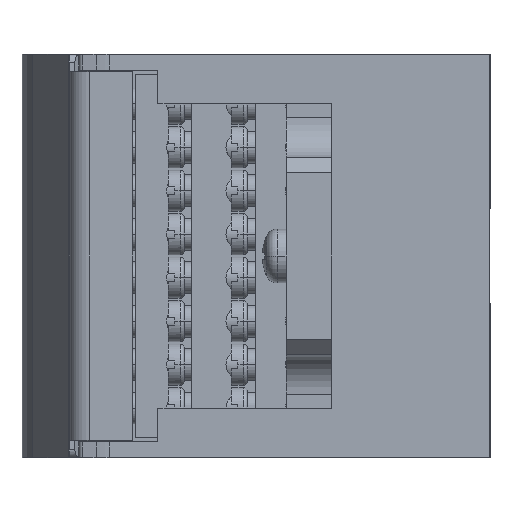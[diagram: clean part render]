
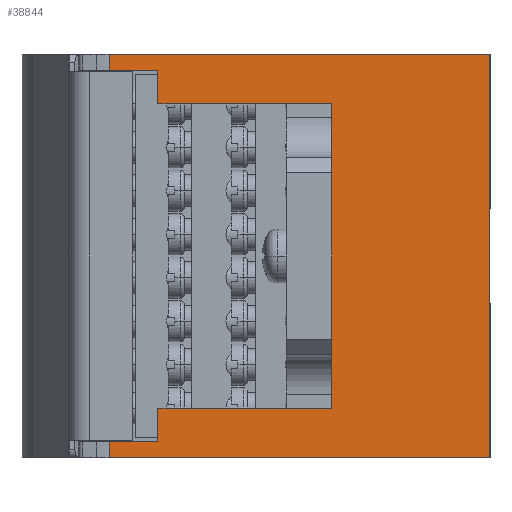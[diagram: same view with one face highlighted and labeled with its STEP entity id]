
A CAD part, left-side view. The second image highlights one B-rep face of the part: STEP entity #38844.
In plain terms, the highlighted planar face has unit normal (-1, 0, 0).
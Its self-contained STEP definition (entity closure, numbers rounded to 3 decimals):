
#1362=DIRECTION('',(0.,0.,-1.));
#1363=VECTOR('',#1362,6.75);
#1364=CARTESIAN_POINT('',(-21.,20.,-12.5));
#1365=LINE('',#1364,#1363);
#1378=DIRECTION('',(0.,0.,-1.));
#1379=VECTOR('',#1378,6.75);
#1380=CARTESIAN_POINT('',(-21.,20.,19.25));
#1381=LINE('',#1380,#1379);
#10102=DIRECTION('',(0.,0.,1.));
#10103=VECTOR('',#10102,25.);
#10104=CARTESIAN_POINT('',(-21.,20.,-12.5));
#10105=LINE('',#10104,#10103);
#10106=DIRECTION('',(0.,1.,0.));
#10107=VECTOR('',#10106,6.172);
#10108=CARTESIAN_POINT('',(-21.,42.,23.5));
#10109=LINE('',#10108,#10107);
#10110=DIRECTION('',(0.,0.,1.));
#10111=VECTOR('',#10110,2.);
#10112=CARTESIAN_POINT('',(-21.,48.172,23.5));
#10113=LINE('',#10112,#10111);
#10114=DIRECTION('',(0.,-1.,0.));
#10115=VECTOR('',#10114,48.172);
#10116=CARTESIAN_POINT('',(-21.,48.172,25.5));
#10117=LINE('',#10116,#10115);
#10118=DIRECTION('',(0.,1.,0.));
#10119=VECTOR('',#10118,48.172);
#10120=CARTESIAN_POINT('',(-21.,0.,-25.5));
#10121=LINE('',#10120,#10119);
#10122=DIRECTION('',(0.,-1.,0.));
#10123=VECTOR('',#10122,6.172);
#10124=CARTESIAN_POINT('',(-21.,48.172,-23.5));
#10125=LINE('',#10124,#10123);
#10130=DIRECTION('',(0.,-1.,0.));
#10131=VECTOR('',#10130,22.);
#10132=CARTESIAN_POINT('',(-21.,42.,19.25));
#10133=LINE('',#10132,#10131);
#10142=DIRECTION('',(0.,0.,-1.));
#10143=VECTOR('',#10142,4.25);
#10144=CARTESIAN_POINT('',(-21.,42.,23.5));
#10145=LINE('',#10144,#10143);
#11946=DIRECTION('',(0.,0.,-1.));
#11947=VECTOR('',#11946,2.);
#11948=CARTESIAN_POINT('',(-21.,48.172,-23.5));
#11949=LINE('',#11948,#11947);
#12264=DIRECTION('',(0.,0.,1.));
#12265=VECTOR('',#12264,51.);
#12266=CARTESIAN_POINT('',(-21.,0.,-25.5));
#12267=LINE('',#12266,#12265);
#13256=DIRECTION('',(0.,0.,-1.));
#13257=VECTOR('',#13256,4.25);
#13258=CARTESIAN_POINT('',(-21.,42.,-19.25));
#13259=LINE('',#13258,#13257);
#13280=DIRECTION('',(0.,1.,0.));
#13281=VECTOR('',#13280,22.);
#13282=CARTESIAN_POINT('',(-21.,20.,-19.25));
#13283=LINE('',#13282,#13281);
#18790=CARTESIAN_POINT('',(-21.,48.172,-25.5));
#18791=VERTEX_POINT('',#18790);
#18792=CARTESIAN_POINT('',(-21.,0.,-25.5));
#18793=VERTEX_POINT('',#18792);
#18860=CARTESIAN_POINT('',(-21.,48.172,23.5));
#18861=VERTEX_POINT('',#18860);
#18863=CARTESIAN_POINT('',(-21.,42.,23.5));
#18865=VERTEX_POINT('',#18863);
#18938=CARTESIAN_POINT('',(-21.,0.,25.5));
#18939=VERTEX_POINT('',#18938);
#18940=CARTESIAN_POINT('',(-21.,48.172,25.5));
#18941=VERTEX_POINT('',#18940);
#18968=CARTESIAN_POINT('',(-21.,48.172,-23.5));
#18970=VERTEX_POINT('',#18968);
#18984=CARTESIAN_POINT('',(-21.,42.,-23.5));
#18985=VERTEX_POINT('',#18984);
#18986=CARTESIAN_POINT('',(-21.,42.,-19.25));
#18987=VERTEX_POINT('',#18986);
#18988=CARTESIAN_POINT('',(-21.,20.,-19.25));
#18989=VERTEX_POINT('',#18988);
#18990=CARTESIAN_POINT('',(-21.,42.,19.25));
#18991=CARTESIAN_POINT('',(-21.,20.,19.25));
#18992=VERTEX_POINT('',#18990);
#18993=VERTEX_POINT('',#18991);
#22782=CARTESIAN_POINT('',(-21.,20.,-12.5));
#22783=CARTESIAN_POINT('',(-21.,20.,12.5));
#22784=VERTEX_POINT('',#22782);
#22785=VERTEX_POINT('',#22783);
#38812=CARTESIAN_POINT('',(-21.,24.086,0.));
#38813=DIRECTION('',(1.,0.,0.));
#38814=DIRECTION('',(0.,-1.,0.));
#38815=AXIS2_PLACEMENT_3D('',#38812,#38813,#38814);
#38816=PLANE('',#38815);
#38817=ORIENTED_EDGE('',*,*,#38745,.T.);
#38818=ORIENTED_EDGE('',*,*,#25334,.F.);
#38820=ORIENTED_EDGE('',*,*,#38819,.F.);
#38822=ORIENTED_EDGE('',*,*,#38821,.F.);
#38824=ORIENTED_EDGE('',*,*,#38823,.T.);
#38826=ORIENTED_EDGE('',*,*,#38825,.T.);
#38828=ORIENTED_EDGE('',*,*,#38827,.T.);
#38830=ORIENTED_EDGE('',*,*,#38829,.F.);
#38832=ORIENTED_EDGE('',*,*,#38831,.T.);
#38834=ORIENTED_EDGE('',*,*,#38833,.F.);
#38836=ORIENTED_EDGE('',*,*,#38835,.T.);
#38838=ORIENTED_EDGE('',*,*,#38837,.F.);
#38840=ORIENTED_EDGE('',*,*,#38839,.F.);
#38841=ORIENTED_EDGE('',*,*,#25318,.F.);
#38842=EDGE_LOOP('',(#38817,#38818,#38820,#38822,#38824,#38826,#38828,#38830,
#38832,#38834,#38836,#38838,#38840,#38841));
#38843=FACE_OUTER_BOUND('',#38842,.F.);
#25318=EDGE_CURVE('',#22784,#18989,#1365,.T.);
#25334=EDGE_CURVE('',#18993,#22785,#1381,.T.);
#38745=EDGE_CURVE('',#22784,#22785,#10105,.T.);
#38819=EDGE_CURVE('',#18992,#18993,#10133,.T.);
#38821=EDGE_CURVE('',#18865,#18992,#10145,.T.);
#38823=EDGE_CURVE('',#18865,#18861,#10109,.T.);
#38825=EDGE_CURVE('',#18861,#18941,#10113,.T.);
#38827=EDGE_CURVE('',#18941,#18939,#10117,.T.);
#38829=EDGE_CURVE('',#18793,#18939,#12267,.T.);
#38831=EDGE_CURVE('',#18793,#18791,#10121,.T.);
#38833=EDGE_CURVE('',#18970,#18791,#11949,.T.);
#38835=EDGE_CURVE('',#18970,#18985,#10125,.T.);
#38837=EDGE_CURVE('',#18987,#18985,#13259,.T.);
#38839=EDGE_CURVE('',#18989,#18987,#13283,.T.);
#38844=ADVANCED_FACE('',(#38843),#38816,.F.);
